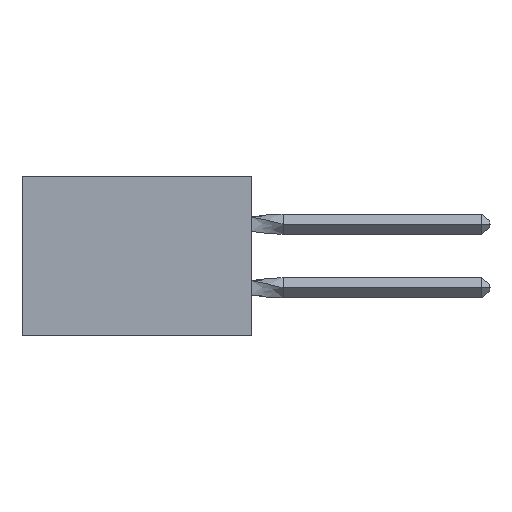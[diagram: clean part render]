
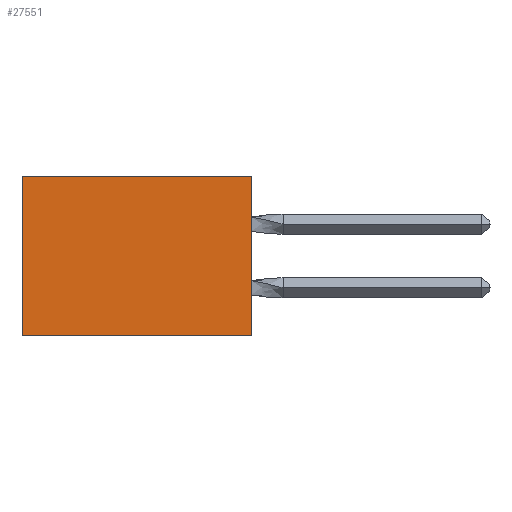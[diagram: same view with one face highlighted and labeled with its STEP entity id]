
A CAD part, left-side view. The second image highlights one B-rep face of the part: STEP entity #27551.
In plain terms, the highlighted planar face has unit normal (-1, 0, 0).
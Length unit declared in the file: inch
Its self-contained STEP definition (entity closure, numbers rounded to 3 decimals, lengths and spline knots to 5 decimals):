
#213 = CARTESIAN_POINT ( 'NONE',  ( 0.305, 0.72, -0.5 ) ) ;
#603 = AXIS2_PLACEMENT_3D ( 'NONE', #17753, #24346, #36966 ) ;
#706 = CARTESIAN_POINT ( 'NONE',  ( 0.305, 0.72, -0.5 ) ) ;
#3735 = VECTOR ( 'NONE', #31839, 39.37008 ) ;
#3938 = LINE ( 'NONE', #16206, #26587 ) ;
#4723 = ORIENTED_EDGE ( 'NONE', *, *, #33910, .T. ) ;
#8516 = CARTESIAN_POINT ( 'NONE',  ( 0.305, 0.72, 0. ) ) ;
#9977 = DIRECTION ( 'NONE',  ( 0., 1., 0. ) ) ;
#10229 = CARTESIAN_POINT ( 'NONE',  ( 0.305, 0., 0. ) ) ;
#10361 = EDGE_CURVE ( 'NONE', #28888, #13077, #3938, .T. ) ;
#10582 = VECTOR ( 'NONE', #16578, 39.37008 ) ;
#13077 = VERTEX_POINT ( 'NONE', #706 ) ;
#13627 = FACE_OUTER_BOUND ( 'NONE', #24295, .T. ) ;
#15912 = ORIENTED_EDGE ( 'NONE', *, *, #21324, .T. ) ;
#16206 = CARTESIAN_POINT ( 'NONE',  ( 0.305, 0., -0.5 ) ) ;
#16578 = DIRECTION ( 'NONE',  ( 0., 1., 0. ) ) ;
#17753 = CARTESIAN_POINT ( 'NONE',  ( 0.305, 0., -0.5 ) ) ;
#19143 = LINE ( 'NONE', #34734, #22095 ) ;
#19990 = ORIENTED_EDGE ( 'NONE', *, *, #31859, .F. ) ;
#20931 = LINE ( 'NONE', #10229, #10582 ) ;
#21324 = EDGE_CURVE ( 'NONE', #39965, #34265, #20931, .T. ) ;
#22095 = VECTOR ( 'NONE', #31307, 39.37008 ) ;
#22646 = CARTESIAN_POINT ( 'NONE',  ( 0.305, 0., -0.5 ) ) ;
#23953 = PLANE ( 'NONE',  #603 ) ;
#24006 = ORIENTED_EDGE ( 'NONE', *, *, #10361, .F. ) ;
#24295 = EDGE_LOOP ( 'NONE', ( #4723, #24006, #19990, #15912 ) ) ;
#24346 = DIRECTION ( 'NONE',  ( 1., 0., 0. ) ) ;
#26587 = VECTOR ( 'NONE', #9977, 39.37008 ) ;
#27339 = LINE ( 'NONE', #213, #3735 ) ;
#27551 = ADVANCED_FACE ( 'NONE', ( #13627 ), #23953, .F. ) ;
#28888 = VERTEX_POINT ( 'NONE', #22646 ) ;
#31307 = DIRECTION ( 'NONE',  ( 0., 0., -1. ) ) ;
#31839 = DIRECTION ( 'NONE',  ( 0., 0., -1. ) ) ;
#31859 = EDGE_CURVE ( 'NONE', #39965, #28888, #19143, .T. ) ;
#33910 = EDGE_CURVE ( 'NONE', #34265, #13077, #27339, .T. ) ;
#34265 = VERTEX_POINT ( 'NONE', #8516 ) ;
#34734 = CARTESIAN_POINT ( 'NONE',  ( 0.305, 0., -0.5 ) ) ;
#36356 = CARTESIAN_POINT ( 'NONE',  ( 0.305, 0., 0. ) ) ;
#36966 = DIRECTION ( 'NONE',  ( 0., 0., -1. ) ) ;
#39965 = VERTEX_POINT ( 'NONE', #36356 ) ;
